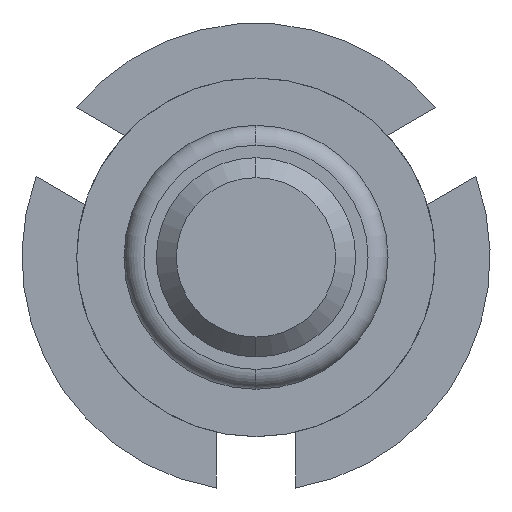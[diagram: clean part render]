
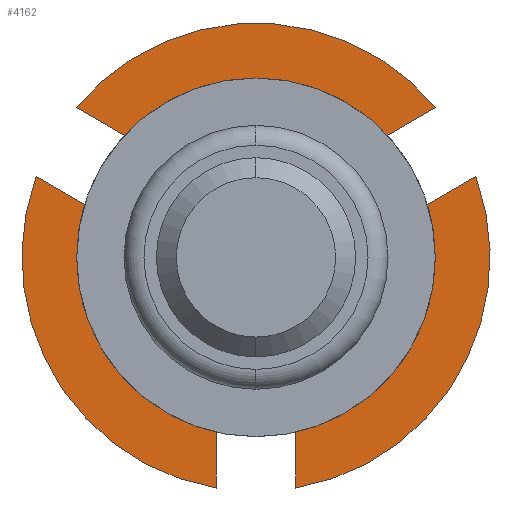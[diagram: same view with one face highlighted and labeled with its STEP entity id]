
A CAD part, front view. The second image highlights one B-rep face of the part: STEP entity #4162.
In plain terms, the highlighted planar face has unit normal (0, -1, 0).
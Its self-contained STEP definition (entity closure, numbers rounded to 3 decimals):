
#16 = DIRECTION ( 'NONE',  ( 0.866, 0., -0.5 ) ) ;
#41 = DIRECTION ( 'NONE',  ( 0., 0., -1. ) ) ;
#84 = DIRECTION ( 'NONE',  ( 0., 1., 0. ) ) ;
#112 = CARTESIAN_POINT ( 'NONE',  ( 0., 5.5, 1.075 ) ) ;
#168 = CARTESIAN_POINT ( 'NONE',  ( 1.655, 5.5, 0. ) ) ;
#275 = ORIENTED_EDGE ( 'NONE', *, *, #3170, .F. ) ;
#291 = CARTESIAN_POINT ( 'NONE',  ( 1.805, 5.5, 1.504 ) ) ;
#376 = CARTESIAN_POINT ( 'NONE',  ( 0., 5.5, 0. ) ) ;
#384 = VERTEX_POINT ( 'NONE', #1295 ) ;
#385 = CARTESIAN_POINT ( 'NONE',  ( 0., 5.5, 1.075 ) ) ;
#416 = PLANE ( 'NONE',  #807 ) ;
#427 = CIRCLE ( 'NONE', #2646, 2.35 ) ;
#459 = EDGE_CURVE ( 'Defeature ausgef�hrt3_19+Defeature ausgef�hrt3_26+Defeature ausgef�hrt3_41+Defeature ausgef�hrt3_37', #384, #3419, #3672, .T. ) ;
#484 = DIRECTION ( 'NONE',  ( -1., 0., 0. ) ) ;
#688 = VECTOR ( 'NONE', #484, 1000. ) ;
#693 = VECTOR ( 'NONE', #1701, 1000. ) ;
#705 = CARTESIAN_POINT ( 'NONE',  ( -1.655, 5.5, 0. ) ) ;
#736 = DIRECTION ( 'NONE',  ( 0.5, 0., 0.866 ) ) ;
#739 = LINE ( 'NONE', #3457, #3240 ) ;
#760 = CARTESIAN_POINT ( 'NONE',  ( 0., 5.5, 0. ) ) ;
#775 = DIRECTION ( 'NONE',  ( 0., 0., 1. ) ) ;
#807 = AXIS2_PLACEMENT_3D ( 'NONE', #376, #2866, #3112 ) ;
#813 = CARTESIAN_POINT ( 'NONE',  ( 1.586, 5.5, 0.454 ) ) ;
#828 = VERTEX_POINT ( 'NONE', #1452 ) ;
#852 = VECTOR ( 'NONE', #3848, 1000. ) ;
#860 = VERTEX_POINT ( 'NONE', #3451 ) ;
#901 = VECTOR ( 'NONE', #2970, 1000. ) ;
#907 = ORIENTED_EDGE ( 'NONE', *, *, #3636, .F. ) ;
#915 = LINE ( 'NONE', #168, #2810 ) ;
#922 = ORIENTED_EDGE ( 'NONE', *, *, #2112, .F. ) ;
#934 = AXIS2_PLACEMENT_3D ( 'NONE', #1434, #84, #41 ) ;
#976 = VERTEX_POINT ( 'NONE', #1155 ) ;
#979 = EDGE_CURVE ( 'Defeature ausgef�hrt3_36+Defeature ausgef�hrt3_26+Defeature ausgef�hrt3_37+Defeature ausgef�hrt3_35', #2818, #976, #2636, .T. ) ;
#1085 = CARTESIAN_POINT ( 'NONE',  ( 0.4, 5.5, 0. ) ) ;
#1090 = CARTESIAN_POINT ( 'NONE',  ( -1.386, 5.5, 0.8 ) ) ;
#1154 = VERTEX_POINT ( 'NONE', #1732 ) ;
#1155 = CARTESIAN_POINT ( 'NONE',  ( -0.4, 5.5, -1.6 ) ) ;
#1157 = AXIS2_PLACEMENT_3D ( 'NONE', #760, #3855, #1456 ) ;
#1185 = CARTESIAN_POINT ( 'NONE',  ( -0.4, 5.5, 0. ) ) ;
#1193 = CARTESIAN_POINT ( 'NONE',  ( -0.2, 5.5, 0.346 ) ) ;
#1226 = ORIENTED_EDGE ( 'NONE', *, *, #2502, .F. ) ;
#1233 = VERTEX_POINT ( 'NONE', #112 ) ;
#1295 = CARTESIAN_POINT ( 'NONE',  ( 2.205, 5.5, 0.811 ) ) ;
#1433 = FACE_BOUND ( 'NONE', #3570, .T. ) ;
#1434 = CARTESIAN_POINT ( 'NONE',  ( 0., 5.5, 0. ) ) ;
#1452 = CARTESIAN_POINT ( 'NONE',  ( 1.655, 5.5, 0. ) ) ;
#1456 = DIRECTION ( 'NONE',  ( 0., 0., -1. ) ) ;
#1566 = ORIENTED_EDGE ( 'NONE', *, *, #1880, .F. ) ;
#1608 = CARTESIAN_POINT ( 'NONE',  ( 0., 5.5, -1.075 ) ) ;
#1609 = CARTESIAN_POINT ( 'NONE',  ( 0.4, 5.5, -2.316 ) ) ;
#1658 = EDGE_CURVE ( 'Defeature ausgef�hrt3_39+Defeature ausgef�hrt3_26+Defeature ausgef�hrt3_40+Defeature ausgef�hrt3_34', #3620, #1844, #2401, .T. ) ;
#1676 = CARTESIAN_POINT ( 'NONE',  ( -1.586, 5.5, 0.454 ) ) ;
#1701 = DIRECTION ( 'NONE',  ( -0.866, 0., 0.5 ) ) ;
#1732 = CARTESIAN_POINT ( 'NONE',  ( 0., 5.5, -1.075 ) ) ;
#1757 = CARTESIAN_POINT ( 'NONE',  ( 0., 5.5, 0. ) ) ;
#1770 = ORIENTED_EDGE ( 'NONE', *, *, #4273, .F. ) ;
#1795 = CARTESIAN_POINT ( 'NONE',  ( 0.2, 5.5, -0.346 ) ) ;
#1844 = VERTEX_POINT ( 'NONE', #2796 ) ;
#1868 = ORIENTED_EDGE ( 'NONE', *, *, #3233, .F. ) ;
#1871 = ORIENTED_EDGE ( 'NONE', *, *, #2445, .F. ) ;
#1880 = EDGE_CURVE ( 'Defeature ausgef�hrt3_37+Defeature ausgef�hrt3_26+Defeature ausgef�hrt3_19+Defeature ausgef�hrt3_36', #3419, #2818, #4229, .T. ) ;
#1939 = CARTESIAN_POINT ( 'NONE',  ( 0., 5.5, -1.6 ) ) ;
#1945 = LINE ( 'NONE', #1608, #901 ) ;
#2112 = EDGE_CURVE ( 'Defeature ausgef�hrt3_40+Defeature ausgef�hrt3_26+Defeature ausgef�hrt3_38+Defeature ausgef�hrt3_39', #2304, #3620, #3897, .T. ) ;
#2134 = DIRECTION ( 'NONE',  ( 0.866, 0., 0.5 ) ) ;
#2242 = EDGE_CURVE ( 'Defeature ausgef�hrt3_30+Defeature ausgef�hrt3_26+Defeature ausgef�hrt3_27+Defeature ausgef�hrt3_29', #860, #1154, #1945, .T. ) ;
#2304 = VERTEX_POINT ( 'NONE', #1676 ) ;
#2305 = EDGE_LOOP ( 'NONE', ( #275, #2762, #4335, #907, #3599, #922, #2688, #1868, #2640, #2664, #1566, #2826 ) ) ;
#2323 = CARTESIAN_POINT ( 'NONE',  ( 1.186, 5.5, 1.146 ) ) ;
#2341 = VECTOR ( 'NONE', #736, 1000. ) ;
#2401 = LINE ( 'NONE', #2774, #693 ) ;
#2445 = EDGE_CURVE ( 'Defeature ausgef�hrt3_28+Defeature ausgef�hrt3_26+Defeature ausgef�hrt3_29+Defeature ausgef�hrt3_27', #828, #1233, #2857, .T. ) ;
#2449 = FACE_OUTER_BOUND ( 'NONE', #2305, .T. ) ;
#2477 = ORIENTED_EDGE ( 'NONE', *, *, #2242, .F. ) ;
#2502 = EDGE_CURVE ( 'Defeature ausgef�hrt3_27+Defeature ausgef�hrt3_26+Defeature ausgef�hrt3_28+Defeature ausgef�hrt3_30', #1233, #860, #2813, .T. ) ;
#2580 = VECTOR ( 'NONE', #2134, 1000. ) ;
#2636 = LINE ( 'NONE', #1939, #688 ) ;
#2640 = ORIENTED_EDGE ( 'NONE', *, *, #3942, .F. ) ;
#2646 = AXIS2_PLACEMENT_3D ( 'NONE', #1757, #2815, #3892 ) ;
#2664 = ORIENTED_EDGE ( 'NONE', *, *, #979, .F. ) ;
#2688 = ORIENTED_EDGE ( 'NONE', *, *, #4438, .F. ) ;
#2750 = VERTEX_POINT ( 'NONE', #2323 ) ;
#2762 = ORIENTED_EDGE ( 'NONE', *, *, #4160, .F. ) ;
#2774 = CARTESIAN_POINT ( 'NONE',  ( 0.2, 5.5, 0.346 ) ) ;
#2796 = CARTESIAN_POINT ( 'NONE',  ( -1.805, 5.5, 1.504 ) ) ;
#2810 = VECTOR ( 'NONE', #3606, 1000. ) ;
#2813 = LINE ( 'NONE', #705, #852 ) ;
#2815 = DIRECTION ( 'NONE',  ( 0., 1., 0. ) ) ;
#2818 = VERTEX_POINT ( 'NONE', #3058 ) ;
#2826 = ORIENTED_EDGE ( 'NONE', *, *, #459, .F. ) ;
#2854 = VERTEX_POINT ( 'NONE', #4199 ) ;
#2857 = LINE ( 'NONE', #385, #3934 ) ;
#2866 = DIRECTION ( 'NONE',  ( 0., -1., 0. ) ) ;
#2925 = VECTOR ( 'NONE', #3576, 1000. ) ;
#2961 = VERTEX_POINT ( 'NONE', #813 ) ;
#2970 = DIRECTION ( 'NONE',  ( 0.839, 0., -0.545 ) ) ;
#3024 = CARTESIAN_POINT ( 'NONE',  ( -0.2, 5.5, -0.346 ) ) ;
#3058 = CARTESIAN_POINT ( 'NONE',  ( 0.4, 5.5, -1.6 ) ) ;
#3112 = DIRECTION ( 'NONE',  ( 0., 0., -1. ) ) ;
#3114 = LINE ( 'NONE', #1795, #2580 ) ;
#3148 = DIRECTION ( 'NONE',  ( -0.839, 0., 0.545 ) ) ;
#3170 = EDGE_CURVE ( 'Defeature ausgef�hrt3_41+Defeature ausgef�hrt3_26+Defeature ausgef�hrt3_42+Defeature ausgef�hrt3_19', #2961, #384, #3114, .T. ) ;
#3233 = EDGE_CURVE ( 'Defeature ausgef�hrt3_20+Defeature ausgef�hrt3_26+Defeature ausgef�hrt3_35+Defeature ausgef�hrt3_38', #4353, #2854, #4369, .T. ) ;
#3240 = VECTOR ( 'NONE', #4212, 1000. ) ;
#3266 = VECTOR ( 'NONE', #775, 1000. ) ;
#3419 = VERTEX_POINT ( 'NONE', #1609 ) ;
#3451 = CARTESIAN_POINT ( 'NONE',  ( -1.655, 5.5, 0. ) ) ;
#3457 = CARTESIAN_POINT ( 'NONE',  ( 1.386, 5.5, 0.8 ) ) ;
#3490 = CARTESIAN_POINT ( 'NONE',  ( -1.186, 5.5, 1.146 ) ) ;
#3570 = EDGE_LOOP ( 'NONE', ( #1871, #1770, #2477, #1226 ) ) ;
#3576 = DIRECTION ( 'NONE',  ( -0.866, 0., -0.5 ) ) ;
#3599 = ORIENTED_EDGE ( 'NONE', *, *, #1658, .F. ) ;
#3606 = DIRECTION ( 'NONE',  ( 0.839, 0., 0.545 ) ) ;
#3611 = LINE ( 'NONE', #1185, #4283 ) ;
#3620 = VERTEX_POINT ( 'NONE', #3490 ) ;
#3636 = EDGE_CURVE ( 'Defeature ausgef�hrt3_34+Defeature ausgef�hrt3_26+Defeature ausgef�hrt3_39+Defeature ausgef�hrt3_43', #1844, #4007, #427, .T. ) ;
#3654 = CARTESIAN_POINT ( 'NONE',  ( -0.4, 5.5, -2.316 ) ) ;
#3672 = CIRCLE ( 'NONE', #1157, 2.35 ) ;
#3772 = EDGE_CURVE ( 'Defeature ausgef�hrt3_43+Defeature ausgef�hrt3_26+Defeature ausgef�hrt3_34+Defeature ausgef�hrt3_42', #4007, #2750, #3913, .T. ) ;
#3848 = DIRECTION ( 'NONE',  ( -0.839, 0., -0.545 ) ) ;
#3855 = DIRECTION ( 'NONE',  ( 0., 1., 0. ) ) ;
#3892 = DIRECTION ( 'NONE',  ( 0., 0., -1. ) ) ;
#3897 = LINE ( 'NONE', #1090, #2341 ) ;
#3913 = LINE ( 'NONE', #1193, #2925 ) ;
#3927 = DIRECTION ( 'NONE',  ( 0., 0., -1. ) ) ;
#3934 = VECTOR ( 'NONE', #3148, 1000. ) ;
#3942 = EDGE_CURVE ( 'Defeature ausgef�hrt3_35+Defeature ausgef�hrt3_26+Defeature ausgef�hrt3_36+Defeature ausgef�hrt3_20', #976, #4353, #3611, .T. ) ;
#4007 = VERTEX_POINT ( 'NONE', #291 ) ;
#4044 = LINE ( 'NONE', #3024, #4108 ) ;
#4108 = VECTOR ( 'NONE', #16, 1000. ) ;
#4160 = EDGE_CURVE ( 'Defeature ausgef�hrt3_42+Defeature ausgef�hrt3_26+Defeature ausgef�hrt3_43+Defeature ausgef�hrt3_41', #2750, #2961, #739, .T. ) ;
#4162 = ADVANCED_FACE ( 'Defeature ausgef�hrt3_26', ( #2449, #1433 ), #416, .T. ) ;
#4199 = CARTESIAN_POINT ( 'NONE',  ( -2.205, 5.5, 0.811 ) ) ;
#4212 = DIRECTION ( 'NONE',  ( 0.5, 0., -0.866 ) ) ;
#4229 = LINE ( 'NONE', #1085, #3266 ) ;
#4273 = EDGE_CURVE ( 'Defeature ausgef�hrt3_29+Defeature ausgef�hrt3_26+Defeature ausgef�hrt3_30+Defeature ausgef�hrt3_28', #1154, #828, #915, .T. ) ;
#4283 = VECTOR ( 'NONE', #3927, 1000. ) ;
#4335 = ORIENTED_EDGE ( 'NONE', *, *, #3772, .F. ) ;
#4353 = VERTEX_POINT ( 'NONE', #3654 ) ;
#4369 = CIRCLE ( 'NONE', #934, 2.35 ) ;
#4438 = EDGE_CURVE ( 'Defeature ausgef�hrt3_38+Defeature ausgef�hrt3_26+Defeature ausgef�hrt3_20+Defeature ausgef�hrt3_40', #2854, #2304, #4044, .T. ) ;
